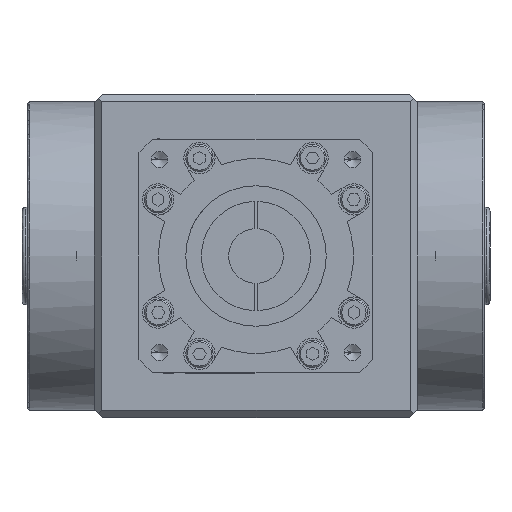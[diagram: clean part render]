
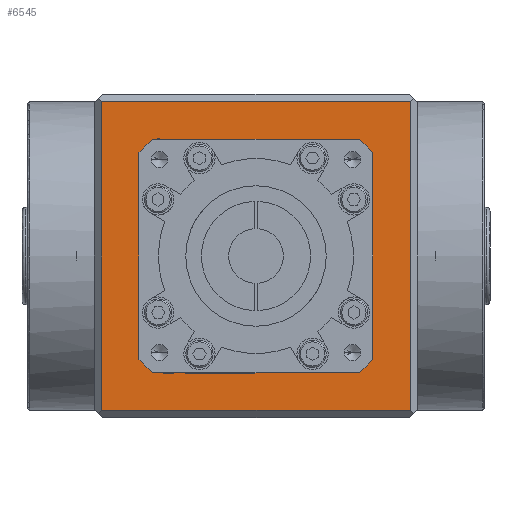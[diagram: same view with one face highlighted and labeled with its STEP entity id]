
A CAD part, front view. The second image highlights one B-rep face of the part: STEP entity #6545.
In plain terms, the highlighted planar face has unit normal (0, -1, 0).
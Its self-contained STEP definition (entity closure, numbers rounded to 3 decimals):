
#809 = VECTOR ( 'NONE', #14868, 1000. ) ;
#1127 = CARTESIAN_POINT ( 'NONE',  ( -41.5, 94.2, 39.5 ) ) ;
#1801 = ORIENTED_EDGE ( 'NONE', *, *, #14240, .F. ) ;
#2593 = CARTESIAN_POINT ( 'NONE',  ( -39.5, 94.2, -39.5 ) ) ;
#2999 = VECTOR ( 'NONE', #18368, 1000. ) ;
#4289 = AXIS2_PLACEMENT_3D ( 'NONE', #19178, #8934, #20919 ) ;
#5029 = ORIENTED_EDGE ( 'NONE', *, *, #15994, .F. ) ;
#5329 = EDGE_LOOP ( 'NONE', ( #18354, #1801, #5029, #22102 ) ) ;
#5403 = LINE ( 'NONE', #1127, #809 ) ;
#6157 = CARTESIAN_POINT ( 'NONE',  ( -39.5, 94.2, -57.15 ) ) ;
#6261 = CARTESIAN_POINT ( 'NONE',  ( -41.5, 94.2, -39.5 ) ) ;
#6345 = DIRECTION ( 'NONE',  ( -1., 0., 0. ) ) ;
#6545 = ADVANCED_FACE ( 'NONE', ( #18666 ), #12317, .T. ) ;
#6613 = CARTESIAN_POINT ( 'NONE',  ( 39.5, 94.2, 39.5 ) ) ;
#7261 = VERTEX_POINT ( 'NONE', #2593 ) ;
#7286 = CARTESIAN_POINT ( 'NONE',  ( 39.5, 94.2, -39.5 ) ) ;
#8934 = DIRECTION ( 'NONE',  ( 0., -1., 0. ) ) ;
#9842 = VECTOR ( 'NONE', #18126, 1000. ) ;
#10894 = CARTESIAN_POINT ( 'NONE',  ( -39.5, 94.2, 39.5 ) ) ;
#12317 = PLANE ( 'NONE',  #4289 ) ;
#12561 = VERTEX_POINT ( 'NONE', #7286 ) ;
#12799 = VECTOR ( 'NONE', #6345, 1000. ) ;
#12816 = EDGE_CURVE ( 'NONE', #12561, #7261, #21896, .T. ) ;
#14240 = EDGE_CURVE ( 'NONE', #19404, #21531, #5403, .T. ) ;
#14868 = DIRECTION ( 'NONE',  ( 1., 0., 0. ) ) ;
#15994 = EDGE_CURVE ( 'NONE', #7261, #19404, #18937, .T. ) ;
#16146 = LINE ( 'NONE', #16688, #2999 ) ;
#16688 = CARTESIAN_POINT ( 'NONE',  ( 39.5, 94.2, -57.15 ) ) ;
#18126 = DIRECTION ( 'NONE',  ( 0., 0., 1. ) ) ;
#18354 = ORIENTED_EDGE ( 'NONE', *, *, #21092, .F. ) ;
#18368 = DIRECTION ( 'NONE',  ( 0., 0., -1. ) ) ;
#18666 = FACE_OUTER_BOUND ( 'NONE', #5329, .T. ) ;
#18937 = LINE ( 'NONE', #6157, #9842 ) ;
#19178 = CARTESIAN_POINT ( 'NONE',  ( 40., 94.2, 0. ) ) ;
#19404 = VERTEX_POINT ( 'NONE', #10894 ) ;
#20919 = DIRECTION ( 'NONE',  ( 0., 0., -1. ) ) ;
#21092 = EDGE_CURVE ( 'NONE', #21531, #12561, #16146, .T. ) ;
#21531 = VERTEX_POINT ( 'NONE', #6613 ) ;
#21896 = LINE ( 'NONE', #6261, #12799 ) ;
#22102 = ORIENTED_EDGE ( 'NONE', *, *, #12816, .F. ) ;
